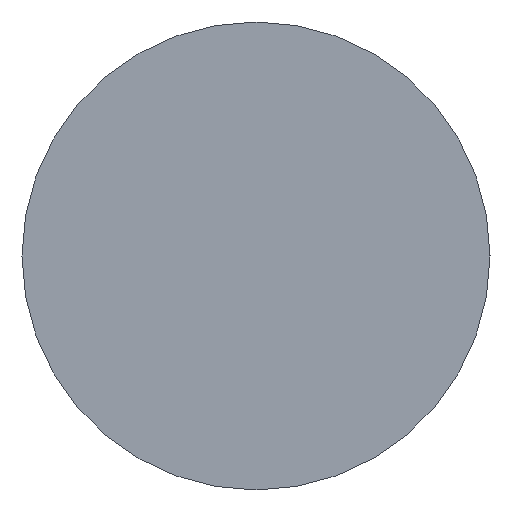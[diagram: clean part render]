
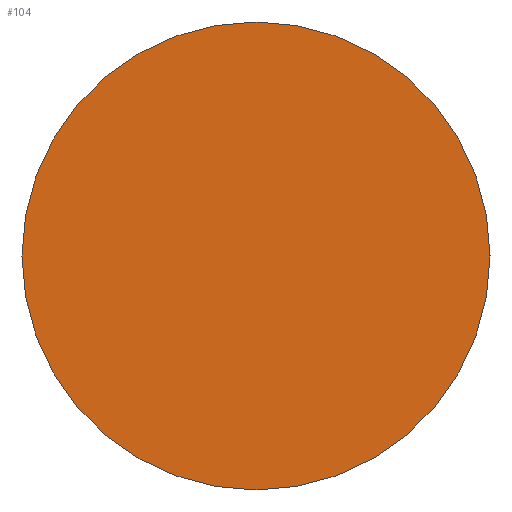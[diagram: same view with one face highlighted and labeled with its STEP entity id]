
A CAD part, left-side view. The second image highlights one B-rep face of the part: STEP entity #104.
In plain terms, the highlighted planar face has unit normal (-1, 0, 0).
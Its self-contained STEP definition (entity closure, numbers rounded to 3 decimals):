
#8 = CARTESIAN_POINT ( 'NONE',  ( 0., 0., 0. ) ) ;
#12 = VERTEX_POINT ( 'NONE', #158 ) ;
#23 = DIRECTION ( 'NONE',  ( 1., 0., 0. ) ) ;
#24 = PLANE ( 'NONE',  #105 ) ;
#27 = CIRCLE ( 'NONE', #109, 4. ) ;
#32 = CARTESIAN_POINT ( 'NONE',  ( 0., 0., 0. ) ) ;
#39 = FACE_OUTER_BOUND ( 'NONE', #129, .T. ) ;
#40 = CARTESIAN_POINT ( 'NONE',  ( 0., 0., -4. ) ) ;
#42 = DIRECTION ( 'NONE',  ( 0., 0., -1. ) ) ;
#53 = EDGE_CURVE ( 'NONE', #12, #157, #147, .T. ) ;
#56 = ORIENTED_EDGE ( 'NONE', *, *, #53, .F. ) ;
#80 = AXIS2_PLACEMENT_3D ( 'NONE', #164, #23, #84 ) ;
#82 = EDGE_CURVE ( 'NONE', #157, #12, #27, .T. ) ;
#84 = DIRECTION ( 'NONE',  ( 0., 0., -1. ) ) ;
#98 = DIRECTION ( 'NONE',  ( 1., 0., 0. ) ) ;
#104 = ADVANCED_FACE ( 'NONE', ( #39 ), #24, .F. ) ;
#105 = AXIS2_PLACEMENT_3D ( 'NONE', #8, #98, #42 ) ;
#108 = ORIENTED_EDGE ( 'NONE', *, *, #82, .F. ) ;
#109 = AXIS2_PLACEMENT_3D ( 'NONE', #32, #148, #118 ) ;
#118 = DIRECTION ( 'NONE',  ( 0., 0., -1. ) ) ;
#129 = EDGE_LOOP ( 'NONE', ( #56, #108 ) ) ;
#147 = CIRCLE ( 'NONE', #80, 4. ) ;
#148 = DIRECTION ( 'NONE',  ( 1., 0., 0. ) ) ;
#157 = VERTEX_POINT ( 'NONE', #40 ) ;
#158 = CARTESIAN_POINT ( 'NONE',  ( 0., 0., 4. ) ) ;
#164 = CARTESIAN_POINT ( 'NONE',  ( 0., 0., 0. ) ) ;
